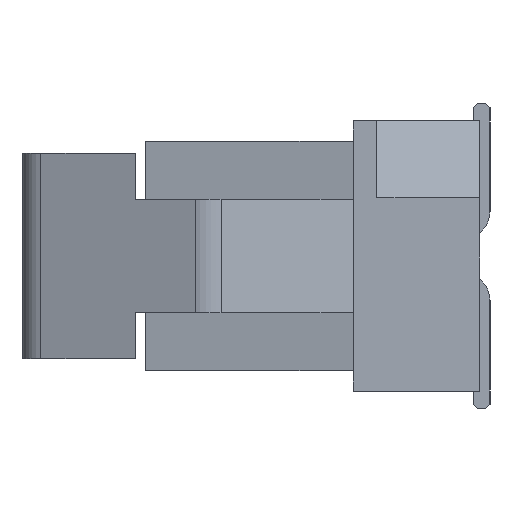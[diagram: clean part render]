
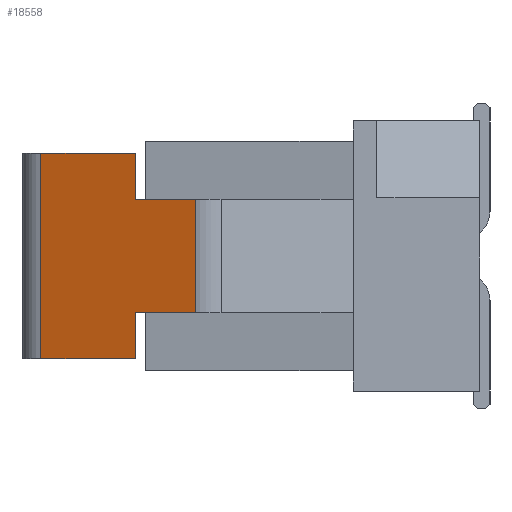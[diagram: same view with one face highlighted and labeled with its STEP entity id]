
A CAD part, left-side view. The second image highlights one B-rep face of the part: STEP entity #18558.
In plain terms, the highlighted planar face has unit normal (-0.94, 0.342, 0).
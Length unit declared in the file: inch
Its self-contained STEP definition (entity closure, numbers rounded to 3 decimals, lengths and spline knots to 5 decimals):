
#5624=ORIENTED_EDGE('',*,*,#8349,.T.);
#5625=ORIENTED_EDGE('',*,*,#8350,.T.);
#5626=ORIENTED_EDGE('',*,*,#8351,.F.);
#5627=ORIENTED_EDGE('',*,*,#8343,.T.);
#5628=ORIENTED_EDGE('',*,*,#8352,.F.);
#5629=ORIENTED_EDGE('',*,*,#8346,.F.);
#5630=ORIENTED_EDGE('',*,*,#8353,.F.);
#5631=ORIENTED_EDGE('',*,*,#8354,.F.);
#8343=EDGE_CURVE('',#10132,#10134,#12583,.T.);
#8346=EDGE_CURVE('',#10136,#10137,#12586,.T.);
#8349=EDGE_CURVE('',#10139,#10140,#12588,.T.);
#8350=EDGE_CURVE('',#10140,#10141,#12589,.T.);
#8351=EDGE_CURVE('',#10132,#10141,#12590,.T.);
#8352=EDGE_CURVE('',#10137,#10134,#12591,.T.);
#8353=EDGE_CURVE('',#10142,#10136,#12592,.T.);
#8354=EDGE_CURVE('',#10139,#10142,#12593,.T.);
#10132=VERTEX_POINT('',#29711);
#10134=VERTEX_POINT('',#29716);
#10136=VERTEX_POINT('',#29722);
#10137=VERTEX_POINT('',#29724);
#10139=VERTEX_POINT('',#29730);
#10140=VERTEX_POINT('',#29731);
#10141=VERTEX_POINT('',#29733);
#10142=VERTEX_POINT('',#29737);
#12583=LINE('',#29717,#15040);
#12586=LINE('',#29723,#15043);
#12588=LINE('',#29729,#15045);
#12589=LINE('',#29732,#15046);
#12590=LINE('',#29734,#15047);
#12591=LINE('',#29735,#15048);
#12592=LINE('',#29736,#15049);
#12593=LINE('',#29738,#15050);
#15040=VECTOR('',#24357,39.37008);
#15043=VECTOR('',#24362,39.37008);
#15045=VECTOR('',#24368,39.37008);
#15046=VECTOR('',#24369,39.37008);
#15047=VECTOR('',#24370,39.37008);
#15048=VECTOR('',#24371,39.37008);
#15049=VECTOR('',#24372,39.37008);
#15050=VECTOR('',#24373,39.37008);
#15957=EDGE_LOOP('',(#5624,#5625,#5626,#5627,#5628,#5629,#5630,#5631));
#16860=FACE_BOUND('',#15957,.T.);
#17659=PLANE('',#19711);
#18558=ADVANCED_FACE('',(#16860),#17659,.F.);
#19711=AXIS2_PLACEMENT_3D('',#29728,#24366,#24367);
#24357=DIRECTION('',(-0.342,-0.94,0.));
#24362=DIRECTION('',(-0.342,-0.94,0.));
#24366=DIRECTION('',(0.94,-0.342,0.));
#24367=DIRECTION('',(0.342,0.94,0.));
#24368=DIRECTION('',(0.,0.,-1.));
#24369=DIRECTION('',(-0.342,-0.94,0.));
#24370=DIRECTION('',(0.,0.,-1.));
#24371=DIRECTION('',(0.,0.,-1.));
#24372=DIRECTION('',(0.,0.,-1.));
#24373=DIRECTION('',(-0.342,-0.94,0.));
#29711=CARTESIAN_POINT('',(-0.87804,0.335,-0.055));
#29716=CARTESIAN_POINT('',(-0.8993,0.27658,-0.055));
#29717=CARTESIAN_POINT('',(-0.84471,0.42658,-0.055));
#29722=CARTESIAN_POINT('',(-0.87804,0.335,0.055));
#29723=CARTESIAN_POINT('',(-0.84471,0.42658,0.055));
#29724=CARTESIAN_POINT('',(-0.8993,0.27658,0.055));
#29728=CARTESIAN_POINT('',(-0.84471,0.42658,0.055));
#29729=CARTESIAN_POINT('',(-0.84471,0.42658,0.055));
#29730=CARTESIAN_POINT('',(-0.84471,0.42658,0.1));
#29731=CARTESIAN_POINT('',(-0.84471,0.42658,-0.1));
#29732=CARTESIAN_POINT('',(-0.84471,0.42658,-0.1));
#29733=CARTESIAN_POINT('',(-0.87804,0.335,-0.1));
#29734=CARTESIAN_POINT('',(-0.87804,0.335,0.1));
#29735=CARTESIAN_POINT('',(-0.8993,0.27658,0.055));
#29736=CARTESIAN_POINT('',(-0.87804,0.335,0.1));
#29737=CARTESIAN_POINT('',(-0.87804,0.335,0.1));
#29738=CARTESIAN_POINT('',(-0.84471,0.42658,0.1));
